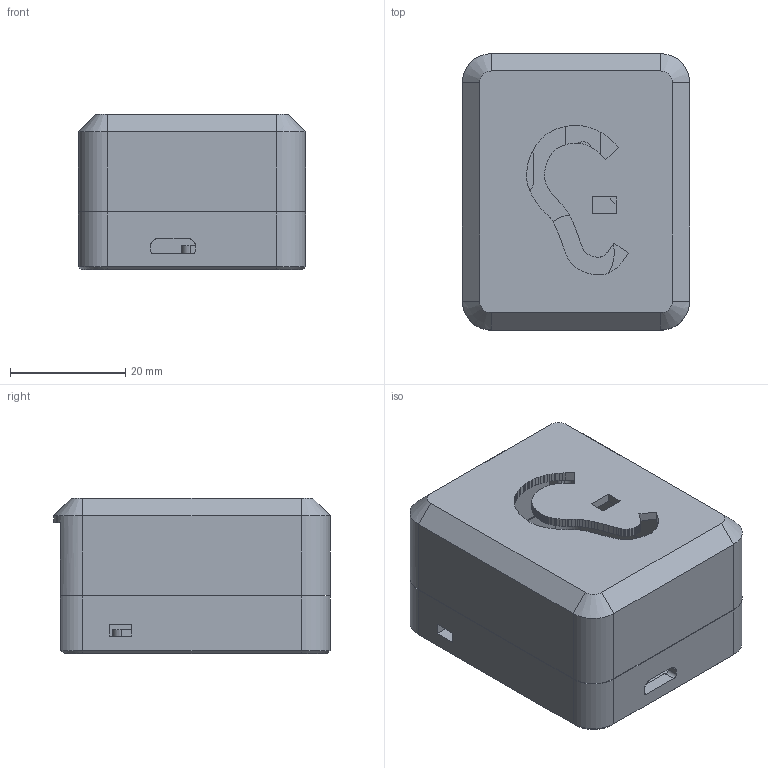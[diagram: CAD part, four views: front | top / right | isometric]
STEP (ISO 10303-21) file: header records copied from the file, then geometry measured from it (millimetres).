
FILE_DESCRIPTION(/* description */ (''),/* implementation_level */ '2;1');
FILE_NAME(/* name */ 'PionEar_box_solar_v3.step',/* time_stamp */ '2023-09-24T14:04:12+02:00',/* author */ (''),/* organization */ (''),/* preprocessor_version */ 'ST-DEVELOPER v20',/* originating_system */ 'Autodesk Translation Framework v12.9.0.99',/* authorisation */ '');
FILE_SCHEMA (('AUTOMOTIVE_DESIGN { 1 0 10303 214 3 1 1 }'));
Length unit declared in the file: millimetre
Products named in the file (1): Ambulance_detector_box_v3
Bounding box: 39.4 x 47.95 x 26.93 mm (x, y, z)
Volume: 13819 mm3; surface area: 15507.1 mm2
Topology: 2 solids, 2 shells, 403 faces, 1146 edges, 756 vertices
Faces by surface type: plane 325, cylinder 62, cone 13, torus 3
Full cylindrical faces by diameter (mm): 2.85 x3, 3 x3, 3.05 x1, 5 x2, 6 x1, 8.6 x1, 13.3 x1
Entity records: 12991 total; most frequent: CARTESIAN_POINT 2332, ORIENTED_EDGE 2292, DIRECTION 2092, EDGE_CURVE 1146, LINE 992, VECTOR 992, VERTEX_POINT 756, AXIS2_PLACEMENT_3D 550
